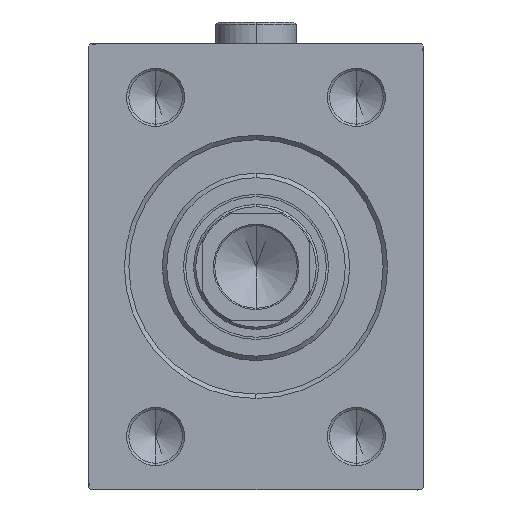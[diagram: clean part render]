
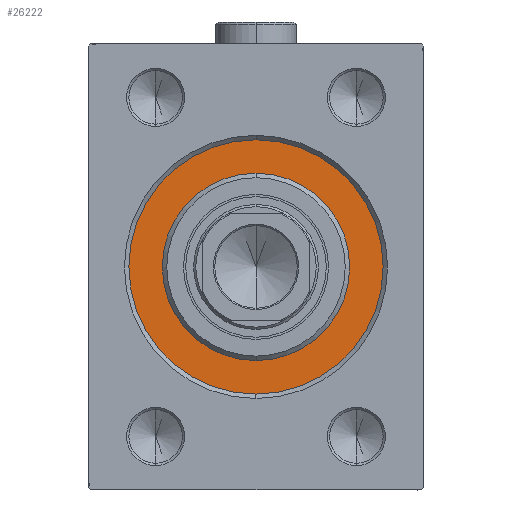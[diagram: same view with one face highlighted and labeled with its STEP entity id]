
A CAD part, left-side view. The second image highlights one B-rep face of the part: STEP entity #26222.
In plain terms, the highlighted face is planar.
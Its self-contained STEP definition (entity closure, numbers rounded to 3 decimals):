
#127 = DIRECTION ( 'NONE',  ( 1., 0., 0. ) ) ;
#1940 = VERTEX_POINT ( 'NONE', #27103 ) ;
#2101 = DIRECTION ( 'NONE',  ( 0., 0., 1. ) ) ;
#2320 = FACE_OUTER_BOUND ( 'NONE', #9218, .T. ) ;
#3110 = DIRECTION ( 'NONE',  ( -1., 0., 0. ) ) ;
#5433 = VERTEX_POINT ( 'NONE', #36712 ) ;
#5958 = EDGE_CURVE ( 'NONE', #5433, #32366, #34083, .T. ) ;
#6025 = AXIS2_PLACEMENT_3D ( 'NONE', #38259, #127, #17903 ) ;
#7499 = CIRCLE ( 'NONE', #6025, 21. ) ;
#8581 = CARTESIAN_POINT ( 'NONE',  ( 0., 0., 0. ) ) ;
#9218 = EDGE_LOOP ( 'NONE', ( #27656, #44176 ) ) ;
#9788 = EDGE_CURVE ( 'NONE', #32366, #5433, #20042, .T. ) ;
#11874 = ORIENTED_EDGE ( 'NONE', *, *, #34466, .F. ) ;
#12204 = CIRCLE ( 'NONE', #27700, 21. ) ;
#12488 = PLANE ( 'NONE',  #22920 ) ;
#12982 = DIRECTION ( 'NONE',  ( 1., 0., 0. ) ) ;
#13468 = CARTESIAN_POINT ( 'NONE',  ( 0., 0., -21. ) ) ;
#16442 = VERTEX_POINT ( 'NONE', #13468 ) ;
#16896 = DIRECTION ( 'NONE',  ( 0., 0., -1. ) ) ;
#17903 = DIRECTION ( 'NONE',  ( 0., 0., -1. ) ) ;
#18069 = EDGE_LOOP ( 'NONE', ( #11874, #40135 ) ) ;
#18371 = EDGE_CURVE ( 'NONE', #16442, #1940, #12204, .T. ) ;
#19658 = DIRECTION ( 'NONE',  ( -1., 0., 0. ) ) ;
#20042 = CIRCLE ( 'NONE', #40696, 28.5 ) ;
#22920 = AXIS2_PLACEMENT_3D ( 'NONE', #8581, #19658, #2101 ) ;
#24147 = DIRECTION ( 'NONE',  ( 0., 0., 1. ) ) ;
#26222 = ADVANCED_FACE ( 'NONE', ( #30069, #2320 ), #12488, .F. ) ;
#27103 = CARTESIAN_POINT ( 'NONE',  ( 0., 0., 21. ) ) ;
#27656 = ORIENTED_EDGE ( 'NONE', *, *, #5958, .F. ) ;
#27700 = AXIS2_PLACEMENT_3D ( 'NONE', #37032, #12982, #16896 ) ;
#30069 = FACE_BOUND ( 'NONE', #18069, .T. ) ;
#30350 = CARTESIAN_POINT ( 'NONE',  ( 0., 0., 0. ) ) ;
#31133 = AXIS2_PLACEMENT_3D ( 'NONE', #31530, #3110, #24147 ) ;
#31530 = CARTESIAN_POINT ( 'NONE',  ( 0., 0., 0. ) ) ;
#32366 = VERTEX_POINT ( 'NONE', #35059 ) ;
#34083 = CIRCLE ( 'NONE', #31133, 28.5 ) ;
#34466 = EDGE_CURVE ( 'NONE', #1940, #16442, #7499, .T. ) ;
#35059 = CARTESIAN_POINT ( 'NONE',  ( 0., 0., 28.5 ) ) ;
#36712 = CARTESIAN_POINT ( 'NONE',  ( 0., 0., -28.5 ) ) ;
#37032 = CARTESIAN_POINT ( 'NONE',  ( 0., 0., 0. ) ) ;
#38259 = CARTESIAN_POINT ( 'NONE',  ( 0., 0., 0. ) ) ;
#40135 = ORIENTED_EDGE ( 'NONE', *, *, #18371, .F. ) ;
#40696 = AXIS2_PLACEMENT_3D ( 'NONE', #30350, #40967, #43762 ) ;
#40967 = DIRECTION ( 'NONE',  ( -1., 0., 0. ) ) ;
#43762 = DIRECTION ( 'NONE',  ( 0., 0., 1. ) ) ;
#44176 = ORIENTED_EDGE ( 'NONE', *, *, #9788, .F. ) ;
